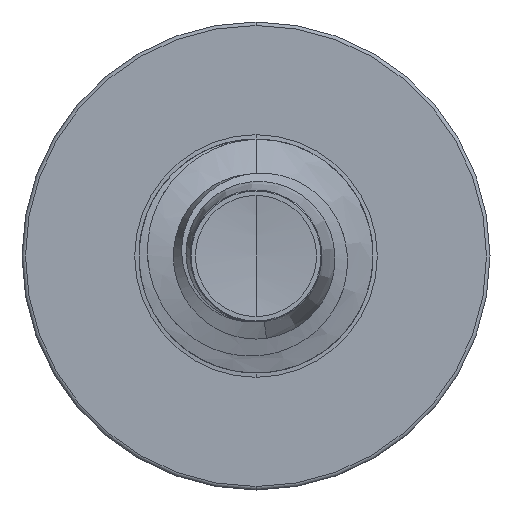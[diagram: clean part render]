
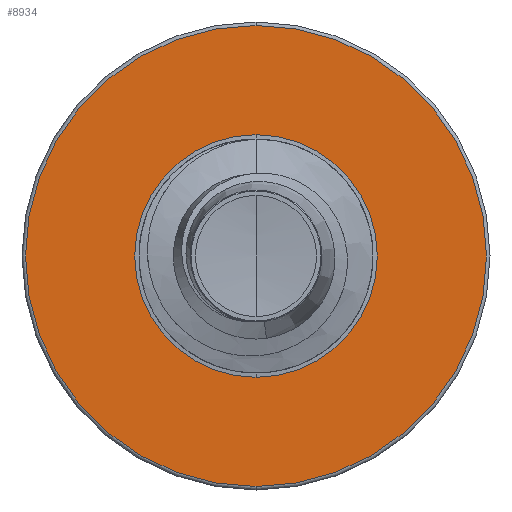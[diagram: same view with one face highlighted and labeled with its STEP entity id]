
A CAD part, front view. The second image highlights one B-rep face of the part: STEP entity #8934.
In plain terms, the highlighted planar face has unit normal (0, -1, 0).
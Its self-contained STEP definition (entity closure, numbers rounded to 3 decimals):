
#44 = DIRECTION ( 'NONE',  ( 0., 1., 0. ) ) ;
#123 = AXIS2_PLACEMENT_3D ( 'NONE', #412, #44, #149 ) ;
#149 = DIRECTION ( 'NONE',  ( 0., 0., 1. ) ) ;
#412 = CARTESIAN_POINT ( 'NONE',  ( 0., 7., 0. ) ) ;
#593 = AXIS2_PLACEMENT_3D ( 'NONE', #14595, #12420, #5527 ) ;
#967 = VERTEX_POINT ( 'NONE', #1490 ) ;
#1126 = FACE_BOUND ( 'NONE', #5271, .T. ) ;
#1443 = EDGE_CURVE ( 'NONE', #967, #12993, #9119, .T. ) ;
#1490 = CARTESIAN_POINT ( 'NONE',  ( 0., 7., -2.462 ) ) ;
#1686 = AXIS2_PLACEMENT_3D ( 'NONE', #13738, #6971, #14842 ) ;
#1999 = AXIS2_PLACEMENT_3D ( 'NONE', #14034, #7287, #15135 ) ;
#2499 = CIRCLE ( 'NONE', #13792, 2.462 ) ;
#2926 = CARTESIAN_POINT ( 'NONE',  ( 0., 7., 1.296 ) ) ;
#3961 = VERTEX_POINT ( 'NONE', #2926 ) ;
#4289 = PLANE ( 'NONE',  #593 ) ;
#4351 = DIRECTION ( 'NONE',  ( 0., 1., 0. ) ) ;
#4801 = EDGE_CURVE ( 'NONE', #7684, #3961, #10033, .T. ) ;
#5271 = EDGE_LOOP ( 'NONE', ( #5873, #9287 ) ) ;
#5527 = DIRECTION ( 'NONE',  ( 0., 0., 1. ) ) ;
#5873 = ORIENTED_EDGE ( 'NONE', *, *, #6524, .T. ) ;
#5942 = EDGE_CURVE ( 'NONE', #12993, #967, #2499, .T. ) ;
#6194 = ORIENTED_EDGE ( 'NONE', *, *, #5942, .F. ) ;
#6524 = EDGE_CURVE ( 'NONE', #3961, #7684, #10908, .T. ) ;
#6971 = DIRECTION ( 'NONE',  ( 0., 1., 0. ) ) ;
#7287 = DIRECTION ( 'NONE',  ( 0., 1., 0. ) ) ;
#7684 = VERTEX_POINT ( 'NONE', #7831 ) ;
#7831 = CARTESIAN_POINT ( 'NONE',  ( 0., 7., -1.296 ) ) ;
#8934 = ADVANCED_FACE ( 'NONE', ( #10727, #1126 ), #4289, .F. ) ;
#9119 = CIRCLE ( 'NONE', #123, 2.462 ) ;
#9287 = ORIENTED_EDGE ( 'NONE', *, *, #4801, .T. ) ;
#9429 = EDGE_LOOP ( 'NONE', ( #6194, #10403 ) ) ;
#10033 = CIRCLE ( 'NONE', #1999, 1.296 ) ;
#10403 = ORIENTED_EDGE ( 'NONE', *, *, #1443, .F. ) ;
#10727 = FACE_OUTER_BOUND ( 'NONE', #9429, .T. ) ;
#10908 = CIRCLE ( 'NONE', #1686, 1.296 ) ;
#11366 = CARTESIAN_POINT ( 'NONE',  ( 0., 7., 0. ) ) ;
#12420 = DIRECTION ( 'NONE',  ( 0., 1., 0. ) ) ;
#12480 = DIRECTION ( 'NONE',  ( 0., 0., 1. ) ) ;
#12889 = CARTESIAN_POINT ( 'NONE',  ( 0., 7., 2.463 ) ) ;
#12993 = VERTEX_POINT ( 'NONE', #12889 ) ;
#13738 = CARTESIAN_POINT ( 'NONE',  ( 0., 7., 0. ) ) ;
#13792 = AXIS2_PLACEMENT_3D ( 'NONE', #11366, #4351, #12480 ) ;
#14034 = CARTESIAN_POINT ( 'NONE',  ( 0., 7., 0. ) ) ;
#14595 = CARTESIAN_POINT ( 'NONE',  ( 0., 7., -1.296 ) ) ;
#14842 = DIRECTION ( 'NONE',  ( 0., 0., 1. ) ) ;
#15135 = DIRECTION ( 'NONE',  ( 0., 0., 1. ) ) ;
